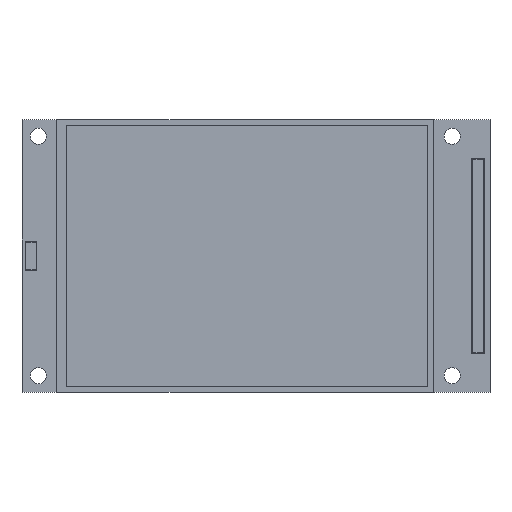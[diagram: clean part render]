
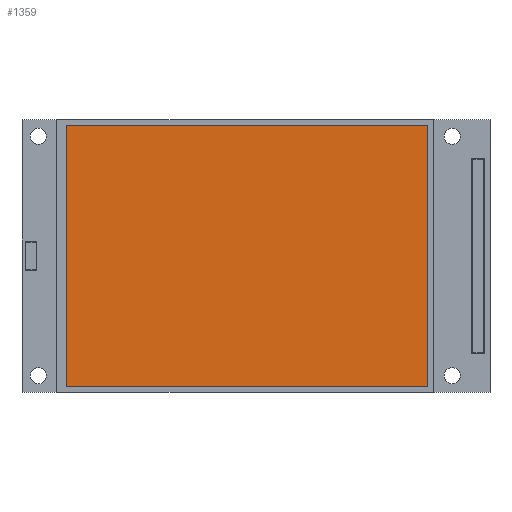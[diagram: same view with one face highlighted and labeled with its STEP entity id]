
A CAD part, top view. The second image highlights one B-rep face of the part: STEP entity #1359.
In plain terms, the highlighted planar face has unit normal (0, 0, 1).
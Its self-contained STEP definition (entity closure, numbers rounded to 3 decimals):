
#107=FACE_OUTER_BOUND('',#199,.T.);
#199=EDGE_LOOP('',(#1107,#1108,#1109,#1110));
#331=LINE('',#2069,#503);
#335=LINE('',#2077,#507);
#338=LINE('',#2083,#510);
#341=LINE('',#2088,#513);
#503=VECTOR('',#1705,10.);
#507=VECTOR('',#1711,10.);
#510=VECTOR('',#1716,10.);
#513=VECTOR('',#1721,10.);
#647=VERTEX_POINT('',#2067);
#648=VERTEX_POINT('',#2068);
#651=VERTEX_POINT('',#2076);
#653=VERTEX_POINT('',#2082);
#803=EDGE_CURVE('',#647,#648,#331,.T.);
#807=EDGE_CURVE('',#648,#651,#335,.T.);
#810=EDGE_CURVE('',#651,#653,#338,.T.);
#813=EDGE_CURVE('',#653,#647,#341,.T.);
#1107=ORIENTED_EDGE('',*,*,#813,.T.);
#1108=ORIENTED_EDGE('',*,*,#803,.T.);
#1109=ORIENTED_EDGE('',*,*,#807,.T.);
#1110=ORIENTED_EDGE('',*,*,#810,.T.);
#1281=PLANE('',#1465);
#1359=ADVANCED_FACE('',(#107),#1281,.T.);
#1465=AXIS2_PLACEMENT_3D('',#2090,#1723,#1724);
#1705=DIRECTION('',(1.,0.,0.));
#1711=DIRECTION('',(0.,1.,0.));
#1716=DIRECTION('',(-1.,0.,0.));
#1721=DIRECTION('',(0.,-1.,0.));
#1723=DIRECTION('center_axis',(0.,0.,1.));
#1724=DIRECTION('ref_axis',(-1.,0.,0.));
#2067=CARTESIAN_POINT('',(-33.2,-24.,5.2));
#2068=CARTESIAN_POINT('',(33.2,-24.,5.2));
#2069=CARTESIAN_POINT('',(-33.2,-24.,5.2));
#2076=CARTESIAN_POINT('',(33.2,24.,5.2));
#2077=CARTESIAN_POINT('',(33.2,-24.,5.2));
#2082=CARTESIAN_POINT('',(-33.2,24.,5.2));
#2083=CARTESIAN_POINT('',(33.2,24.,5.2));
#2088=CARTESIAN_POINT('',(-33.2,24.,5.2));
#2090=CARTESIAN_POINT('Origin',(0.,0.,
5.2));
